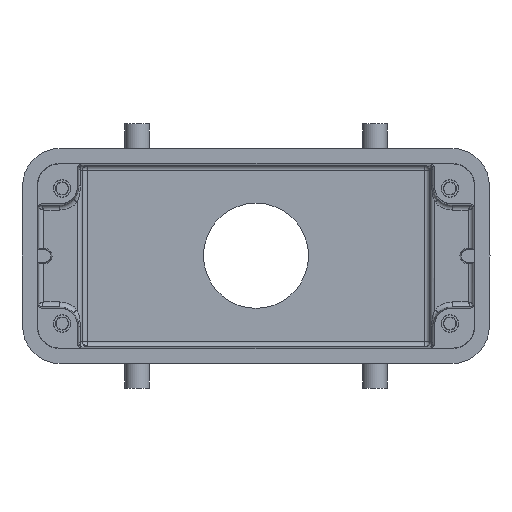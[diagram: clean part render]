
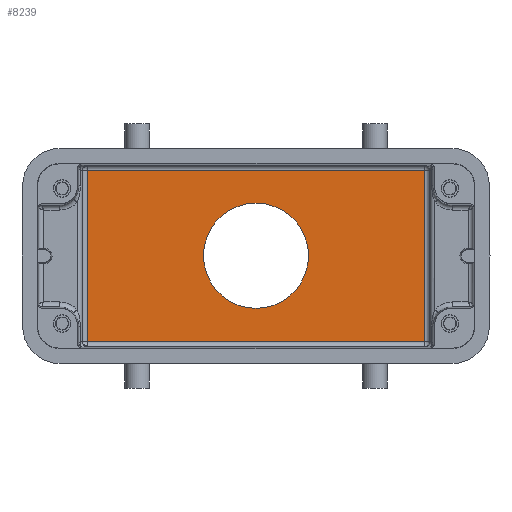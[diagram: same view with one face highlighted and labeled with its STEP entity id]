
A CAD part, front view. The second image highlights one B-rep face of the part: STEP entity #8239.
In plain terms, the highlighted planar face has unit normal (0, -1, 0).
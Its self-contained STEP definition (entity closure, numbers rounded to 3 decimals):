
#1684=CARTESIAN_POINT('',(0.,42.,0.049));
#1685=DIRECTION('',(0.,1.,0.));
#1686=DIRECTION('',(1.,0.,0.));
#1687=AXIS2_PLACEMENT_3D('',#1684,#1685,#1686);
#1689=CARTESIAN_POINT('',(0.,42.,0.049));
#1690=DIRECTION('',(0.,1.,0.));
#1691=DIRECTION('',(-1.,0.,0.));
#1692=AXIS2_PLACEMENT_3D('',#1689,#1690,#1691);
#1698=DIRECTION('',(0.,0.,-1.));
#1699=VECTOR('',#1698,34.284);
#1700=CARTESIAN_POINT('',(33.75,42.,17.142));
#1701=LINE('',#1700,#1699);
#1904=DIRECTION('',(1.,0.,0.));
#1905=VECTOR('',#1904,67.5);
#1906=CARTESIAN_POINT('',(-33.75,42.,17.142));
#1907=LINE('',#1906,#1905);
#1933=DIRECTION('',(0.,0.,1.));
#1934=VECTOR('',#1933,34.284);
#1935=CARTESIAN_POINT('',(-33.75,42.,-17.142));
#1936=LINE('',#1935,#1934);
#1970=DIRECTION('',(-1.,0.,0.));
#1971=VECTOR('',#1970,67.5);
#1972=CARTESIAN_POINT('',(33.75,42.,-17.142));
#1973=LINE('',#1972,#1971);
#4981=CARTESIAN_POINT('',(-10.5,42.,0.049));
#4983=VERTEX_POINT('',#4981);
#4985=CARTESIAN_POINT('',(10.5,42.,0.049));
#4986=VERTEX_POINT('',#4985);
#5084=CARTESIAN_POINT('',(-33.75,42.,17.142));
#5085=VERTEX_POINT('',#5084);
#5089=CARTESIAN_POINT('',(33.75,42.,17.142));
#5091=VERTEX_POINT('',#5089);
#5219=CARTESIAN_POINT('',(-33.75,42.,-17.142));
#5220=VERTEX_POINT('',#5219);
#5221=CARTESIAN_POINT('',(33.75,42.,-17.142));
#5222=VERTEX_POINT('',#5221);
#8220=CARTESIAN_POINT('',(43.75,42.,-18.5));
#8221=DIRECTION('',(0.,1.,0.));
#8222=DIRECTION('',(0.,0.,1.));
#8223=AXIS2_PLACEMENT_3D('',#8220,#8221,#8222);
#8224=PLANE('',#8223);
#8226=ORIENTED_EDGE('',*,*,#8225,.T.);
#8228=ORIENTED_EDGE('',*,*,#8227,.T.);
#8230=ORIENTED_EDGE('',*,*,#8229,.T.);
#8232=ORIENTED_EDGE('',*,*,#8231,.T.);
#8233=EDGE_LOOP('',(#8226,#8228,#8230,#8232));
#8234=FACE_OUTER_BOUND('',#8233,.F.);
#8235=ORIENTED_EDGE('',*,*,#8215,.F.);
#8236=ORIENTED_EDGE('',*,*,#8202,.F.);
#8237=EDGE_LOOP('',(#8235,#8236));
#8238=FACE_BOUND('',#8237,.F.);
#8239=ADVANCED_FACE('',(#8234,#8238),#8224,.F.);
#1688=CIRCLE('',#1687,10.5);
#1693=CIRCLE('',#1692,10.5);
#8202=EDGE_CURVE('',#4983,#4986,#1693,.T.);
#8215=EDGE_CURVE('',#4986,#4983,#1688,.T.);
#8225=EDGE_CURVE('',#5091,#5222,#1701,.T.);
#8227=EDGE_CURVE('',#5222,#5220,#1973,.T.);
#8229=EDGE_CURVE('',#5220,#5085,#1936,.T.);
#8231=EDGE_CURVE('',#5085,#5091,#1907,.T.);
